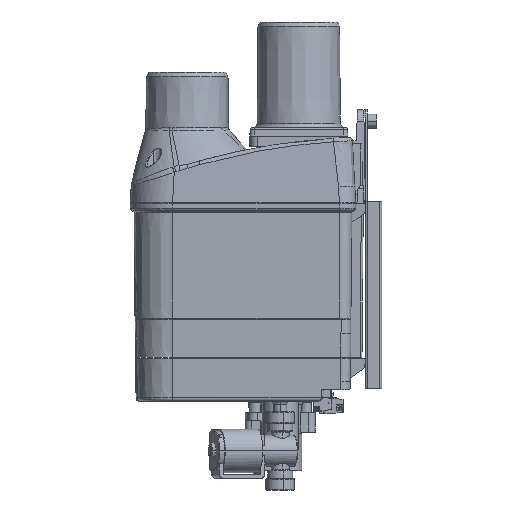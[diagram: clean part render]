
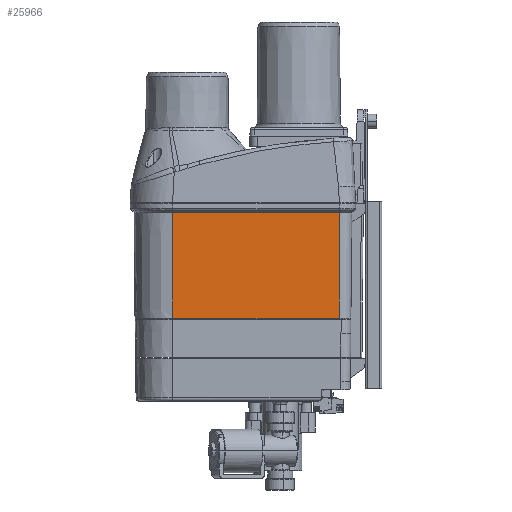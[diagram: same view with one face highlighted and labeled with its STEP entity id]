
A CAD part, left-side view. The second image highlights one B-rep face of the part: STEP entity #25966.
In plain terms, the highlighted planar face has unit normal (-1, 0, -0.009).
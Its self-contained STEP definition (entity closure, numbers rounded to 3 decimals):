
#17930=DIRECTION('',(0.009,0.,-1.));
#17931=VECTOR('',#17930,64.786);
#17932=CARTESIAN_POINT('',(-51.35,25.004,
-6.122));
#17933=LINE('',#17932,#17931);
#20590=DIRECTION('',(0.,-1.,0.));
#20591=VECTOR('',#20590,102.305);
#20592=CARTESIAN_POINT('',(-51.35,25.004,
-6.122));
#20593=LINE('',#20592,#20591);
#20594=DIRECTION('',(-0.009,0.,1.));
#20595=VECTOR('',#20594,64.786);
#20596=CARTESIAN_POINT('',(-50.785,-77.302,
-70.905));
#20597=LINE('',#20596,#20595);
#20716=DIRECTION('',(0.,-1.,0.));
#20717=VECTOR('',#20716,102.305);
#20718=CARTESIAN_POINT('',(-50.785,25.004,
-70.905));
#20719=LINE('',#20718,#20717);
#21439=CARTESIAN_POINT('',(-51.35,25.004,
-6.122));
#21440=VERTEX_POINT('',#21439);
#21452=CARTESIAN_POINT('',(-51.35,-77.302,
-6.122));
#21453=VERTEX_POINT('',#21452);
#21454=CARTESIAN_POINT('',(-50.785,-77.302,
-70.905));
#21455=VERTEX_POINT('',#21454);
#21460=CARTESIAN_POINT('',(-50.785,25.004,
-70.905));
#21461=VERTEX_POINT('',#21460);
#25953=CARTESIAN_POINT('',(-51.35,-77.302,-6.122));
#25954=DIRECTION('',(1.,0.,0.009));
#25955=DIRECTION('',(0.009,0.,-1.));
#25956=AXIS2_PLACEMENT_3D('',#25953,#25954,#25955);
#25957=PLANE('',#25956);
#25959=ORIENTED_EDGE('',*,*,#25958,.F.);
#25961=ORIENTED_EDGE('',*,*,#25960,.F.);
#25962=ORIENTED_EDGE('',*,*,#22500,.F.);
#25963=ORIENTED_EDGE('',*,*,#25943,.T.);
#25964=EDGE_LOOP('',(#25959,#25961,#25962,#25963));
#25965=FACE_OUTER_BOUND('',#25964,.F.);
#22500=EDGE_CURVE('',#21440,#21461,#17933,.T.);
#25943=EDGE_CURVE('',#21440,#21453,#20593,.T.);
#25958=EDGE_CURVE('',#21455,#21453,#20597,.T.);
#25960=EDGE_CURVE('',#21461,#21455,#20719,.T.);
#25966=ADVANCED_FACE('',(#25965),#25957,.F.);
